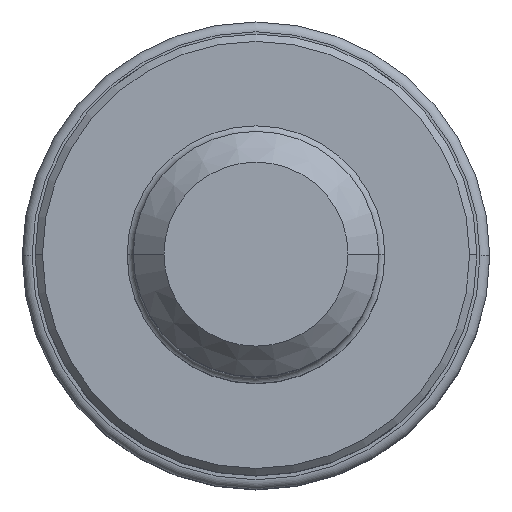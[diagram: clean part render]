
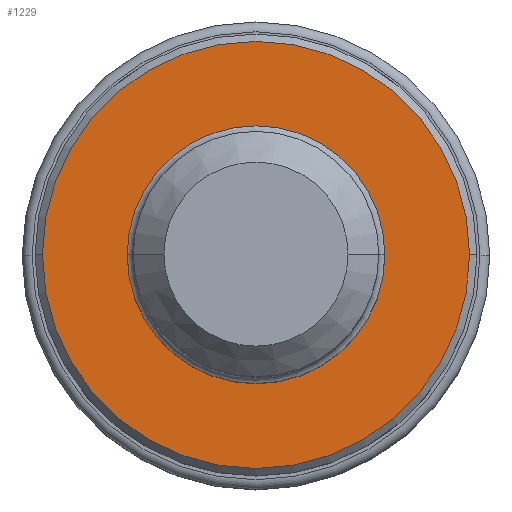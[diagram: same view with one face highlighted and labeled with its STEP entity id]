
A CAD part, top view. The second image highlights one B-rep face of the part: STEP entity #1229.
In plain terms, the highlighted planar face has unit normal (0, 0, 1).
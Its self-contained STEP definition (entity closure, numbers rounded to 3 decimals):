
#1085=PLANE('',#3756);
#1091=FACE_BOUND('',#1536,.T.);
#1092=FACE_BOUND('',#1537,.T.);
#1229=ADVANCED_FACE('',(#1091,#1092),#1085,.F.);
#1536=EDGE_LOOP('',(#2093,#2094));
#1537=EDGE_LOOP('',(#2095,#2096));
#2093=ORIENTED_EDGE('',*,*,#2607,.T.);
#2094=ORIENTED_EDGE('',*,*,#2604,.T.);
#2095=ORIENTED_EDGE('',*,*,#2608,.T.);
#2096=ORIENTED_EDGE('',*,*,#2609,.T.);
#2316=VERTEX_POINT('',#6447);
#2317=VERTEX_POINT('',#6448);
#2318=VERTEX_POINT('',#6455);
#2319=VERTEX_POINT('',#6456);
#2604=EDGE_CURVE('',#2316,#2317,#3010,.T.);
#2607=EDGE_CURVE('',#2317,#2316,#3011,.T.);
#2608=EDGE_CURVE('',#2318,#2319,#3012,.T.);
#2609=EDGE_CURVE('',#2319,#2318,#3013,.T.);
#3010=CIRCLE('',#3750,8.7);
#3011=CIRCLE('',#3752,8.7);
#3012=CIRCLE('',#3754,5.25);
#3013=CIRCLE('',#3755,5.25);
#3750=AXIS2_PLACEMENT_3D('',#6446,#4346,#4347);
#3752=AXIS2_PLACEMENT_3D('',#6452,#4352,#4353);
#3754=AXIS2_PLACEMENT_3D('',#6454,#4356,#4357);
#3755=AXIS2_PLACEMENT_3D('',#6457,#4358,#4359);
#3756=AXIS2_PLACEMENT_3D('',#6458,#4360,#4361);
#4346=DIRECTION('',(0.,0.,1.));
#4347=DIRECTION('',(-1.,0.,0.));
#4352=DIRECTION('',(0.,0.,1.));
#4353=DIRECTION('',(1.,0.,0.));
#4356=DIRECTION('',(0.,0.,-1.));
#4357=DIRECTION('',(1.,0.,0.));
#4358=DIRECTION('',(0.,0.,-1.));
#4359=DIRECTION('',(-1.,0.,0.));
#4360=DIRECTION('',(0.,0.,-1.));
#4361=DIRECTION('',(1.,0.,0.));
#6446=CARTESIAN_POINT('',(0.,0.,0.));
#6447=CARTESIAN_POINT('',(-8.7,0.,0.));
#6448=CARTESIAN_POINT('',(8.7,0.,0.));
#6452=CARTESIAN_POINT('',(0.,0.,0.));
#6454=CARTESIAN_POINT('',(0.,0.,0.));
#6455=CARTESIAN_POINT('',(5.25,0.,0.));
#6456=CARTESIAN_POINT('',(-5.25,0.,0.));
#6457=CARTESIAN_POINT('',(0.,0.,0.));
#6458=CARTESIAN_POINT('',(0.,0.,0.));
